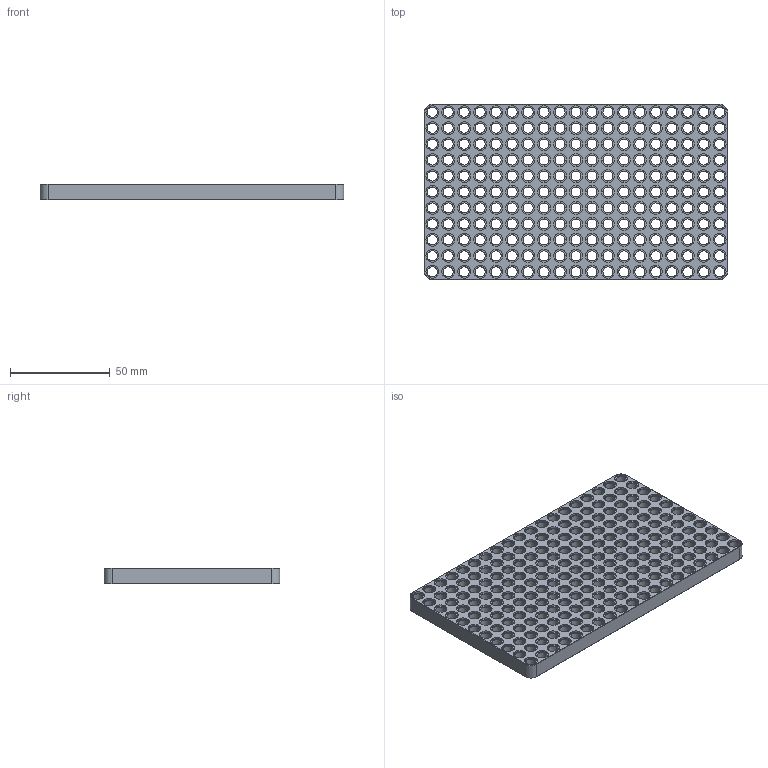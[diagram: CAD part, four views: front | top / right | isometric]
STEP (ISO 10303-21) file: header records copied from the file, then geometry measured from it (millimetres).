
FILE_DESCRIPTION(/* description */ (''),/* implementation_level */ '2;1');
FILE_NAME(/* name */ 'technic_panel_19x11units.step',/* time_stamp */ '2025-05-22T16:36:11+02:00',/* author */ (''),/* organization */ (''),/* preprocessor_version */ 'ST-DEVELOPER v20.1',/* originating_system */ 'Autodesk Translation Framework v14.4.0.0',/* authorisation */ '');
FILE_SCHEMA (('AUTOMOTIVE_DESIGN { 1 0 10303 214 3 1 1 }'));
Length unit declared in the file: millimetre
Products named in the file (1): lego_panel
Bounding box: 152 x 88 x 8 mm (x, y, z)
Volume: 69857.9 mm3; surface area: 49925.7 mm2
Topology: 1 solids, 1 shells, 1071 faces, 1937 edges, 1286 vertices
Faces by surface type: cylinder 631, plane 432, cone 8
Full cylindrical faces by diameter (mm): 5 x209, 6.4 x418
Entity records: 27689 total; most frequent: DIRECTION 5351, CARTESIAN_POINT 4295, ORIENTED_EDGE 3874, AXIS2_PLACEMENT_3D 2342, EDGE_CURVE 1937, EDGE_LOOP 1907, VERTEX_POINT 1286, CIRCLE 1270
